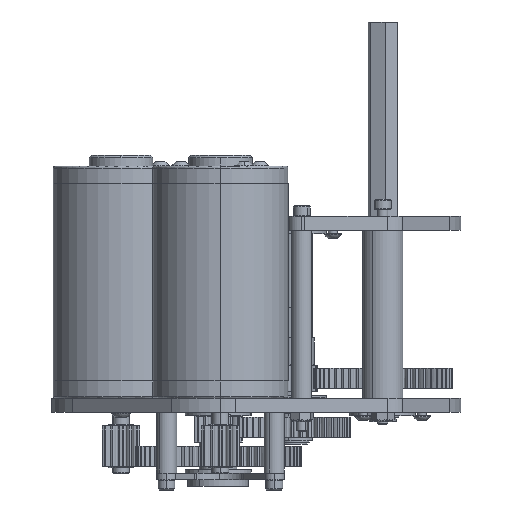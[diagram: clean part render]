
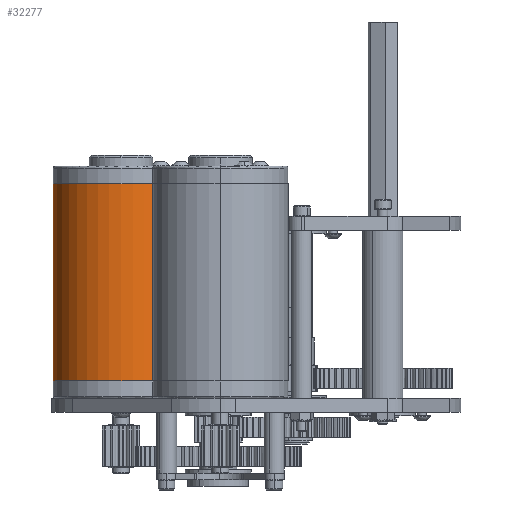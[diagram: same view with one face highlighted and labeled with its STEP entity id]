
A CAD part, left-side view. The second image highlights one B-rep face of the part: STEP entity #32277.
In plain terms, the highlighted cylindrical face has radius 32.004 mm (diameter 64.008 mm), a partial arc.
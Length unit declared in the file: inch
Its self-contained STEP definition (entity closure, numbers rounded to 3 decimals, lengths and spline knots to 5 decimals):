
#131 = CIRCLE ( 'NONE', #51022, 1.26 ) ;
#1502 = CARTESIAN_POINT ( 'NONE',  ( 3.99096, 0., 0. ) ) ;
#3995 = DIRECTION ( 'NONE',  ( 0., 0., -1. ) ) ;
#9022 = CARTESIAN_POINT ( 'NONE',  ( 0.324, 0., -1.26 ) ) ;
#10882 = AXIS2_PLACEMENT_3D ( 'NONE', #1502, #58806, #75606 ) ;
#12022 = CYLINDRICAL_SURFACE ( 'NONE', #79365, 1.26 ) ;
#12572 = VERTEX_POINT ( 'NONE', #9022 ) ;
#17190 = DIRECTION ( 'NONE',  ( 1., 0., 0. ) ) ;
#21233 = DIRECTION ( 'NONE',  ( 1., 0., 0. ) ) ;
#26515 = CARTESIAN_POINT ( 'NONE',  ( 0.324, 0., 1.26 ) ) ;
#29363 = EDGE_CURVE ( 'NONE', #12572, #103295, #62772, .T. ) ;
#32277 = ADVANCED_FACE ( 'NONE', ( #74897 ), #12022, .T. ) ;
#39908 = VECTOR ( 'NONE', #86129, 39.37008 ) ;
#40921 = CIRCLE ( 'NONE', #10882, 1.26 ) ;
#40946 = VECTOR ( 'NONE', #17190, 39.37008 ) ;
#41676 = CARTESIAN_POINT ( 'NONE',  ( 3.99096, 0., -1.26 ) ) ;
#41798 = CARTESIAN_POINT ( 'NONE',  ( 0., 0., 0. ) ) ;
#49864 = EDGE_CURVE ( 'NONE', #102039, #12572, #131, .T. ) ;
#51022 = AXIS2_PLACEMENT_3D ( 'NONE', #51268, #21233, #3995 ) ;
#51268 = CARTESIAN_POINT ( 'NONE',  ( 0.324, 0., 0. ) ) ;
#57135 = CARTESIAN_POINT ( 'NONE',  ( 3.99096, 0., 1.26 ) ) ;
#58806 = DIRECTION ( 'NONE',  ( -1., 0., 0. ) ) ;
#60382 = LINE ( 'NONE', #94702, #39908 ) ;
#62772 = LINE ( 'NONE', #82384, #40946 ) ;
#63999 = VERTEX_POINT ( 'NONE', #57135 ) ;
#66943 = ORIENTED_EDGE ( 'NONE', *, *, #49864, .T. ) ;
#74897 = FACE_OUTER_BOUND ( 'NONE', #102144, .T. ) ;
#75606 = DIRECTION ( 'NONE',  ( 0., 0., -1. ) ) ;
#77351 = EDGE_CURVE ( 'NONE', #102039, #63999, #60382, .T. ) ;
#79365 = AXIS2_PLACEMENT_3D ( 'NONE', #41798, #83355, #82277 ) ;
#79587 = ORIENTED_EDGE ( 'NONE', *, *, #29363, .T. ) ;
#80338 = ORIENTED_EDGE ( 'NONE', *, *, #77351, .F. ) ;
#82277 = DIRECTION ( 'NONE',  ( 0., 0., -1. ) ) ;
#82384 = CARTESIAN_POINT ( 'NONE',  ( 0., 0., -1.26 ) ) ;
#83355 = DIRECTION ( 'NONE',  ( 1., 0., 0. ) ) ;
#86129 = DIRECTION ( 'NONE',  ( 1., 0., 0. ) ) ;
#86498 = EDGE_CURVE ( 'NONE', #103295, #63999, #40921, .T. ) ;
#94702 = CARTESIAN_POINT ( 'NONE',  ( 0., 0., 1.26 ) ) ;
#94712 = ORIENTED_EDGE ( 'NONE', *, *, #86498, .T. ) ;
#102039 = VERTEX_POINT ( 'NONE', #26515 ) ;
#102144 = EDGE_LOOP ( 'NONE', ( #80338, #66943, #79587, #94712 ) ) ;
#103295 = VERTEX_POINT ( 'NONE', #41676 ) ;
